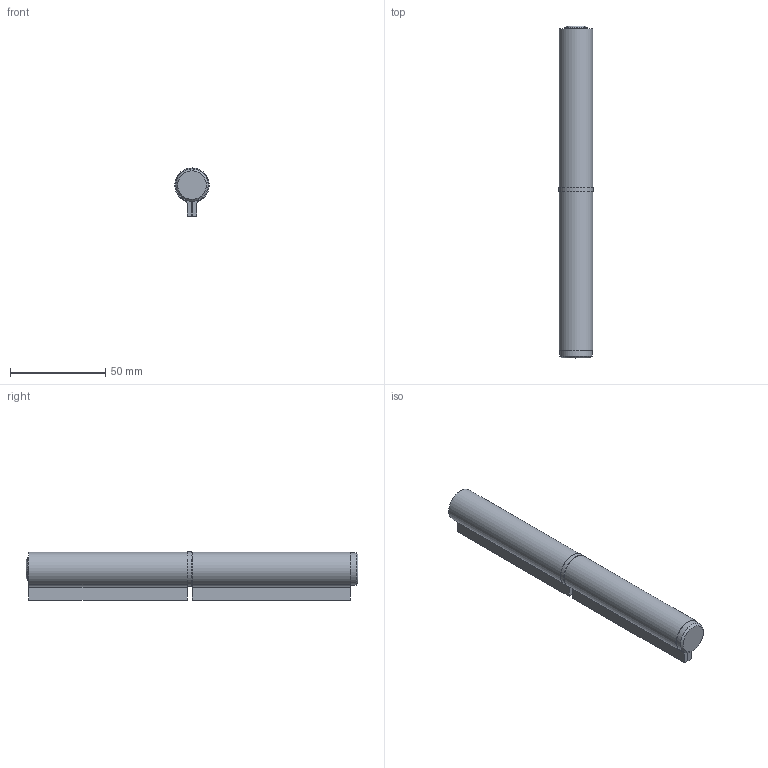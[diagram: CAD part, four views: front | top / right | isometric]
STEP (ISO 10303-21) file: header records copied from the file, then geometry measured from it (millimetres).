
FILE_DESCRIPTION (( 'STEP AP203' ), '1' );
FILE_NAME ('405-17.step', '2021-09-07T07:28:22', ( '' ), ( '' ), 'SwSTEP 2.0', 'SolidWorks 2018', '' );
FILE_SCHEMA (( 'CONFIG_CONTROL_DESIGN' ));
Length unit declared in the file: millimetre
Products named in the file (9): 405-xx Teil1_405-17 Teil1; 405-xx Teil4_405-17 Teil4; 405-xx Teil1; 405-xx Teil2; 405-xx Teil4; 405-xx Teil2_405-17 Teil2; 405-17; 405-xx Teil3_405-17 Teil3; 405-xx Teil3
Assembly tree (4 placements, depth 2):
  405-xx Teil1
  405-xx Teil2
  405-xx Teil4
  405-17
    405-xx Teil1_405-17 Teil1
    405-xx Teil2_405-17 Teil2
    405-xx Teil3_405-17 Teil3
    405-xx Teil4_405-17 Teil4
  405-xx Teil3
Bounding box: 18 x 174 x 25.2 mm (x, y, z)
Volume: 44836.5 mm3; surface area: 29093.9 mm2
Topology: 4 solids, 4 shells, 302 faces, 811 edges, 539 vertices
Faces by surface type: plane 154, bspline 105, cylinder 37, torus 4, cone 2
Full cylindrical faces by diameter (mm): 11.7 x1, 12 x1, 17 x1, 18 x1
Entity records: 13696 total; most frequent: CARTESIAN_POINT 5970, ORIENTED_EDGE 1600, DIRECTION 1142, EDGE_CURVE 800, VERTEX_POINT 538, LINE 412, VECTOR 412, AXIS2_PLACEMENT_3D 365
